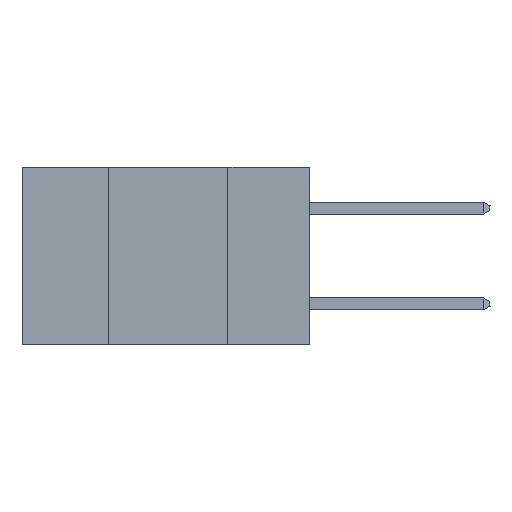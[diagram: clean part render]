
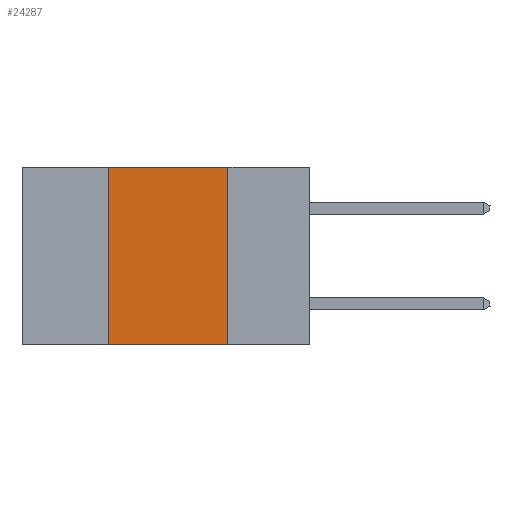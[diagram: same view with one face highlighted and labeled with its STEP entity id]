
A CAD part, left-side view. The second image highlights one B-rep face of the part: STEP entity #24287.
In plain terms, the highlighted planar face has unit normal (-1, 0, 0).
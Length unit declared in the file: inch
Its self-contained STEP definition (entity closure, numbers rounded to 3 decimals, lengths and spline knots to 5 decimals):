
#43 = CARTESIAN_POINT ( 'NONE',  ( 0., 0.17, 0. ) ) ;
#133 = CARTESIAN_POINT ( 'NONE',  ( 0., 0.42, 0. ) ) ;
#722 = CARTESIAN_POINT ( 'NONE',  ( 0., 0.17, 0. ) ) ;
#2153 = EDGE_CURVE ( 'NONE', #11967, #27557, #13819, .T. ) ;
#2380 = LINE ( 'NONE', #4203, #20739 ) ;
#2895 = VECTOR ( 'NONE', #28262, 39.37008 ) ;
#2922 = LINE ( 'NONE', #8886, #11244 ) ;
#4203 = CARTESIAN_POINT ( 'NONE',  ( 0., 0.42, 0. ) ) ;
#5194 = AXIS2_PLACEMENT_3D ( 'NONE', #24959, #17821, #11000 ) ;
#7019 = ORIENTED_EDGE ( 'NONE', *, *, #15234, .F. ) ;
#8575 = EDGE_LOOP ( 'NONE', ( #12773, #21896, #7019, #11475 ) ) ;
#8886 = CARTESIAN_POINT ( 'NONE',  ( 0., 0.6, 0. ) ) ;
#9017 = LINE ( 'NONE', #722, #2895 ) ;
#9357 = CARTESIAN_POINT ( 'NONE',  ( 0., 0.42, -0.37 ) ) ;
#11000 = DIRECTION ( 'NONE',  ( 0., 0., -1. ) ) ;
#11244 = VECTOR ( 'NONE', #13558, 39.37008 ) ;
#11381 = CARTESIAN_POINT ( 'NONE',  ( 0., 0.17, -0.37 ) ) ;
#11475 = ORIENTED_EDGE ( 'NONE', *, *, #2153, .T. ) ;
#11967 = VERTEX_POINT ( 'NONE', #9357 ) ;
#12089 = DIRECTION ( 'NONE',  ( 0., -1., 0. ) ) ;
#12773 = ORIENTED_EDGE ( 'NONE', *, *, #26007, .F. ) ;
#13558 = DIRECTION ( 'NONE',  ( 0., -1., 0. ) ) ;
#13819 = LINE ( 'NONE', #25844, #17746 ) ;
#13998 = VERTEX_POINT ( 'NONE', #133 ) ;
#15234 = EDGE_CURVE ( 'NONE', #11967, #13998, #2380, .T. ) ;
#17746 = VECTOR ( 'NONE', #12089, 39.37008 ) ;
#17821 = DIRECTION ( 'NONE',  ( 1., 0., 0. ) ) ;
#20739 = VECTOR ( 'NONE', #22915, 39.37008 ) ;
#21896 = ORIENTED_EDGE ( 'NONE', *, *, #25680, .F. ) ;
#22113 = FACE_OUTER_BOUND ( 'NONE', #8575, .T. ) ;
#22915 = DIRECTION ( 'NONE',  ( 0., 0., 1. ) ) ;
#24287 = ADVANCED_FACE ( 'NONE', ( #22113 ), #27161, .F. ) ;
#24959 = CARTESIAN_POINT ( 'NONE',  ( 0., 0.6, 0. ) ) ;
#25680 = EDGE_CURVE ( 'NONE', #13998, #26308, #2922, .T. ) ;
#25844 = CARTESIAN_POINT ( 'NONE',  ( 0., 0.6, -0.37 ) ) ;
#26007 = EDGE_CURVE ( 'NONE', #26308, #27557, #9017, .T. ) ;
#26308 = VERTEX_POINT ( 'NONE', #43 ) ;
#27161 = PLANE ( 'NONE',  #5194 ) ;
#27557 = VERTEX_POINT ( 'NONE', #11381 ) ;
#28262 = DIRECTION ( 'NONE',  ( 0., 0., -1. ) ) ;
